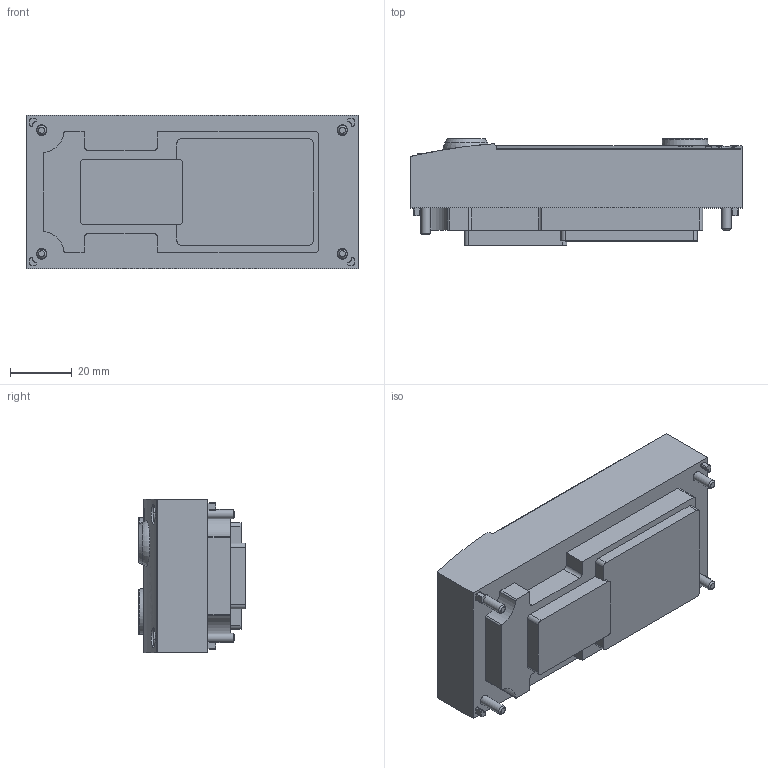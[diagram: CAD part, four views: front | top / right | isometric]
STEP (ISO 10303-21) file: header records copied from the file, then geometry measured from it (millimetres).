
FILE_DESCRIPTION(/* description */ ('STEP AP214'),/* implementation_level */ '2;1');
FILE_NAME(/* name */ '8129241_CPX-AP-A-PN-M12',/* time_stamp */ '2024-08-07T18:52:28+02:00',/* author */ ('License CC BY-ND 4.0'),/* organization */ ('CADENAS'),/* preprocessor_version */ 'ST-DEVELOPER v19.3',/* originating_system */ 'PARTsolutions',/* authorisation */ ' ');
FILE_SCHEMA (('AUTOMOTIVE_DESIGN {1 0 10303 214 3 1 1}'));
Length unit declared in the file: millimetre
Products named in the file (3): 8129241 CPX-AP-A-PN-M12---(high); 8129241 CPX-AP-A-PN-M12---(high_el); 8109131 DPT-F-ST-3X24-PT10
Assembly tree (5 placements, depth 2):
  8129241 CPX-AP-A-PN-M12---(high)
    8129241 CPX-AP-A-PN-M12---(high_el)
    8109131 DPT-F-ST-3X24-PT10  x4
Bounding box: 107.3 x 34.7 x 49.7 mm (x, y, z)
Volume: 135623.8 mm3; surface area: 23484.5 mm2
Topology: 5 solids, 5 shells, 511 faces, 1312 edges, 864 vertices
Faces by surface type: plane 299, cylinder 171, torus 22, cone 19
Full cylindrical faces by diameter (mm): 0.87 x4, 1.07 x8, 1.15 x2, 2.3 x4, 3 x4, 3.4 x4, 6.485 x4, 6.917 x1, 8.5 x1, 10.917 x2, 12.5 x2
Entity records: 12941 total; most frequent: CARTESIAN_POINT 2335, DIRECTION 2239, ORIENTED_EDGE 2088, EDGE_CURVE 1044, AXIS2_PLACEMENT_3D 780, VERTEX_POINT 721, LINE 679, VECTOR 679
